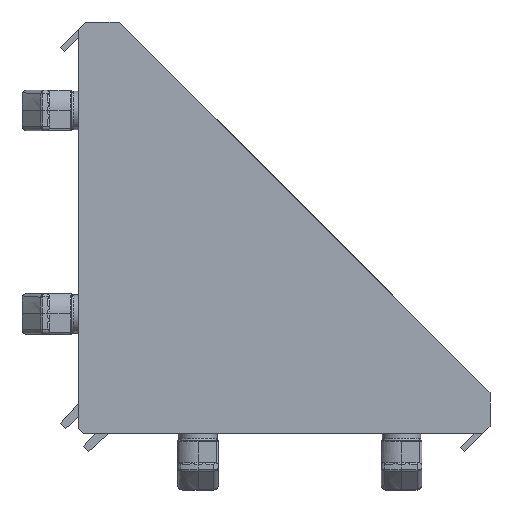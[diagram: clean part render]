
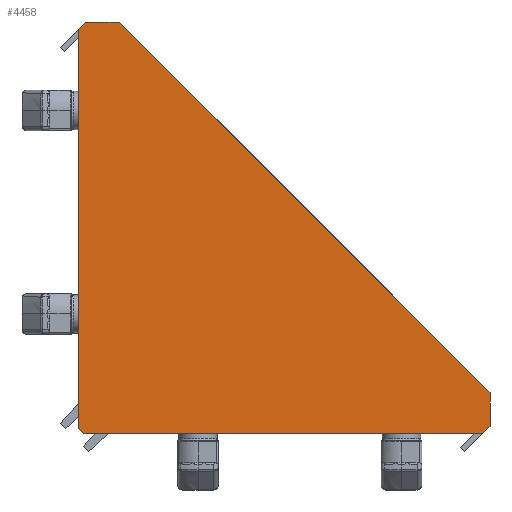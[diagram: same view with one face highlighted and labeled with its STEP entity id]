
A CAD part, left-side view. The second image highlights one B-rep face of the part: STEP entity #4458.
In plain terms, the highlighted planar face has unit normal (-1, 0, 0).
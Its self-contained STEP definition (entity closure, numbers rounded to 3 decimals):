
#275=CIRCLE('',#4807,1.5);
#457=FACE_OUTER_BOUND('',#706,.T.);
#706=EDGE_LOOP('',(#3319,#3320,#3321,#3322,#3323,#3324,#3325,#3326));
#932=LINE('',#6423,#1382);
#953=LINE('',#6468,#1403);
#1148=LINE('',#6869,#1598);
#1153=LINE('',#6877,#1603);
#1159=LINE('',#6889,#1609);
#1163=LINE('',#6899,#1613);
#1164=LINE('',#6901,#1614);
#1382=VECTOR('',#5165,1000.);
#1403=VECTOR('',#5192,1000.);
#1598=VECTOR('',#5519,1000.);
#1603=VECTOR('',#5526,1000.);
#1609=VECTOR('',#5542,1000.);
#1613=VECTOR('',#5552,1000.);
#1614=VECTOR('',#5555,1000.);
#1830=VERTEX_POINT('',#6420);
#1831=VERTEX_POINT('',#6422);
#1851=VERTEX_POINT('',#6465);
#1852=VERTEX_POINT('',#6467);
#1991=VERTEX_POINT('',#6866);
#1992=VERTEX_POINT('',#6868);
#1994=VERTEX_POINT('',#6876);
#1998=VERTEX_POINT('',#6898);
#2262=EDGE_CURVE('',#1830,#1831,#932,.T.);
#2283=EDGE_CURVE('',#1851,#1852,#953,.T.);
#2487=EDGE_CURVE('',#1991,#1992,#1148,.T.);
#2492=EDGE_CURVE('',#1992,#1994,#1153,.T.);
#2499=EDGE_CURVE('',#1852,#1991,#1159,.T.);
#2504=EDGE_CURVE('',#1998,#1851,#1163,.T.);
#2505=EDGE_CURVE('',#1831,#1998,#275,.T.);
#2506=EDGE_CURVE('',#1994,#1830,#1164,.T.);
#3319=ORIENTED_EDGE('',*,*,#2487,.F.);
#3320=ORIENTED_EDGE('',*,*,#2499,.F.);
#3321=ORIENTED_EDGE('',*,*,#2283,.F.);
#3322=ORIENTED_EDGE('',*,*,#2504,.F.);
#3323=ORIENTED_EDGE('',*,*,#2505,.F.);
#3324=ORIENTED_EDGE('',*,*,#2262,.F.);
#3325=ORIENTED_EDGE('',*,*,#2506,.F.);
#3326=ORIENTED_EDGE('',*,*,#2492,.F.);
#4302=PLANE('',#4806);
#4458=ADVANCED_FACE('',(#457),#4302,.F.);
#4806=AXIS2_PLACEMENT_3D('',#6897,#5550,#5551);
#4807=AXIS2_PLACEMENT_3D('',#6900,#5553,#5554);
#5165=DIRECTION('',(0.,1.,0.));
#5192=DIRECTION('',(0.,-0.707,0.707));
#5519=DIRECTION('',(0.,-0.707,-0.707));
#5526=DIRECTION('',(0.,0.,-1.));
#5542=DIRECTION('',(0.,-1.,0.));
#5550=DIRECTION('center_axis',(1.,0.,0.));
#5551=DIRECTION('ref_axis',(0.,1.,0.));
#5552=DIRECTION('',(0.,0.,1.));
#5553=DIRECTION('center_axis',(1.,0.,0.));
#5554=DIRECTION('ref_axis',(0.,1.,0.));
#5555=DIRECTION('',(0.,0.707,-0.707));
#6420=CARTESIAN_POINT('',(-21.5,-84.5,0.));
#6422=CARTESIAN_POINT('',(-21.5,-1.5,0.));
#6423=CARTESIAN_POINT('',(-21.5,-84.5,0.));
#6465=CARTESIAN_POINT('',(-21.5,0.,84.5));
#6467=CARTESIAN_POINT('',(-21.5,-1.5,86.));
#6468=CARTESIAN_POINT('',(-21.5,0.,84.5));
#6866=CARTESIAN_POINT('',(-21.5,-8.5,86.));
#6868=CARTESIAN_POINT('',(-21.5,-86.,8.5));
#6869=CARTESIAN_POINT('',(-21.5,-8.5,86.));
#6876=CARTESIAN_POINT('',(-21.5,-86.,1.5));
#6877=CARTESIAN_POINT('',(-21.5,-86.,8.5));
#6889=CARTESIAN_POINT('',(-21.5,-1.5,86.));
#6897=CARTESIAN_POINT('Origin',(-21.5,-1.5,1.5));
#6898=CARTESIAN_POINT('',(-21.5,0.,1.5));
#6899=CARTESIAN_POINT('',(-21.5,0.,1.5));
#6900=CARTESIAN_POINT('Origin',(-21.5,-1.5,1.5));
#6901=CARTESIAN_POINT('',(-21.5,-86.,1.5));
